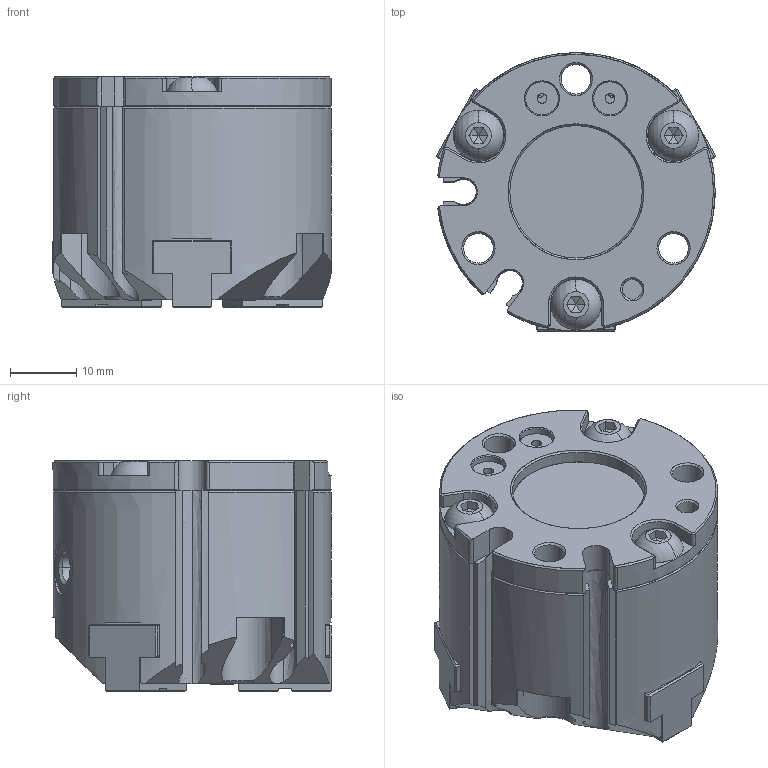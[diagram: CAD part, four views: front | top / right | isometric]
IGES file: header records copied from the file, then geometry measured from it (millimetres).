
Start section: SolidWorks IGES file using analytic representation for surfaces
Global section: file name: FY46(SN)-SMC-D25总成.IGS; native system: SolidWorks 2020; preprocessor: SolidWorks 2020; author: Administrator; date: 231113.153513; units: millimetre
Bounding box: 42.12 x 42 x 34.85 mm (x, y, z)
Surface area: 19834.3 mm2 (no closed solid volume)
Topology: 0 solids, 0 shells, 817 faces, 8378 edges, 8347 vertices
Faces by surface type: bspline 470, revolution 347
